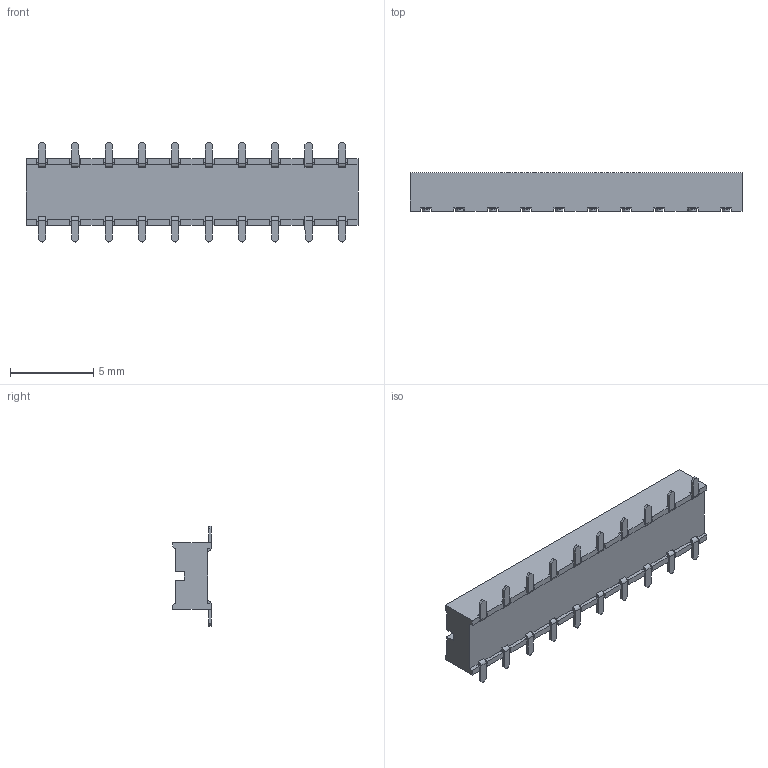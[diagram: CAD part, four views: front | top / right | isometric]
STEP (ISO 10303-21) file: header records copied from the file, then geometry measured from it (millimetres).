
FILE_DESCRIPTION (( 'STEP AP214' ), '1' );
FILE_NAME ('55508-020LF.STEP', '2022-05-03T07:58:49', ( '' ), ( '' ), 'SwSTEP 2.0', 'SolidWorks 2017', '' );
FILE_SCHEMA (( 'AUTOMOTIVE_DESIGN' ));
Length unit declared in the file: millimetre
Products named in the file (3): 55508-xxxLF_20; 55508-020LF; Pin
Assembly tree (21 placements, depth 2):
  55508-020LF
    55508-xxxLF_20
    Pin  x20
Bounding box: 19.92 x 2.3 x 6 mm (x, y, z)
Volume: 142.8 mm3; surface area: 405.3 mm2
Topology: 21 solids, 21 shells, 538 faces, 1308 edges, 832 vertices
Faces by surface type: plane 436, cylinder 102
Entity records: 9543 total; most frequent: CARTESIAN_POINT 1638, ORIENTED_EDGE 1590, DIRECTION 1553, EDGE_CURVE 795, VECTOR 743, LINE 743, VERTEX_POINT 490, AXIS2_PLACEMENT_3D 405
